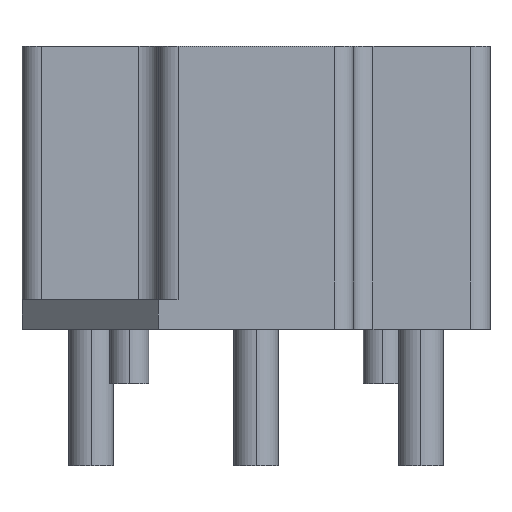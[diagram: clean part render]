
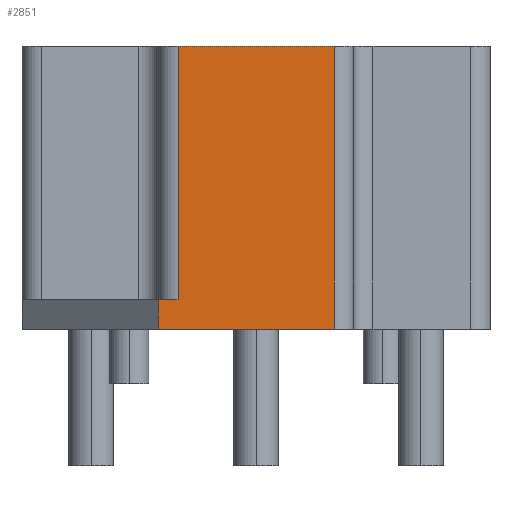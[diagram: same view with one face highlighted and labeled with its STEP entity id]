
A CAD part, left-side view. The second image highlights one B-rep face of the part: STEP entity #2851.
In plain terms, the highlighted planar face has unit normal (-1, 0, 0).
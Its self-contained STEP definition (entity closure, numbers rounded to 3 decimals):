
#111=DIRECTION('',(0.,-1.,0.));
#112=VECTOR('',#111,9.);
#113=CARTESIAN_POINT('',(-12.5,5.,0.));
#114=LINE('',#113,#112);
#538=DIRECTION('',(0.,-1.,0.));
#539=VECTOR('',#538,8.);
#540=CARTESIAN_POINT('',(-12.5,4.,14.5));
#541=LINE('',#540,#539);
#945=DIRECTION('',(0.,0.,-1.));
#946=VECTOR('',#945,13.);
#947=CARTESIAN_POINT('',(-12.5,4.,14.5));
#948=LINE('',#947,#946);
#949=DIRECTION('',(0.,0.,-1.));
#950=VECTOR('',#949,14.5);
#951=CARTESIAN_POINT('',(-12.5,-4.,14.5));
#952=LINE('',#951,#950);
#953=DIRECTION('',(0.,0.,1.));
#954=VECTOR('',#953,1.5);
#955=CARTESIAN_POINT('',(-12.5,5.,0.));
#956=LINE('',#955,#954);
#957=DIRECTION('',(0.,1.,0.));
#958=VECTOR('',#957,1.);
#959=CARTESIAN_POINT('',(-12.5,4.,1.5));
#960=LINE('',#959,#958);
#1052=CARTESIAN_POINT('',(-12.5,5.,0.));
#1054=VERTEX_POINT('',#1052);
#1357=CARTESIAN_POINT('',(-12.5,4.,14.5));
#1358=VERTEX_POINT('',#1357);
#1359=CARTESIAN_POINT('',(-12.5,4.,1.5));
#1360=VERTEX_POINT('',#1359);
#1361=CARTESIAN_POINT('',(-12.5,5.,1.5));
#1362=VERTEX_POINT('',#1361);
#1364=CARTESIAN_POINT('',(-12.5,-4.,0.));
#1366=VERTEX_POINT('',#1364);
#1367=CARTESIAN_POINT('',(-12.5,-4.,14.5));
#1368=VERTEX_POINT('',#1367);
#2836=CARTESIAN_POINT('',(-12.5,5.,0.));
#2837=DIRECTION('',(-1.,0.,0.));
#2838=DIRECTION('',(0.,-1.,0.));
#2839=AXIS2_PLACEMENT_3D('',#2836,#2837,#2838);
#2840=PLANE('',#2839);
#2842=ORIENTED_EDGE('',*,*,#2841,.F.);
#2843=ORIENTED_EDGE('',*,*,#1966,.T.);
#2844=ORIENTED_EDGE('',*,*,#2822,.T.);
#2845=ORIENTED_EDGE('',*,*,#1398,.F.);
#2847=ORIENTED_EDGE('',*,*,#2846,.T.);
#2848=ORIENTED_EDGE('',*,*,#1872,.F.);
#2849=EDGE_LOOP('',(#2842,#2843,#2844,#2845,#2847,#2848));
#2850=FACE_OUTER_BOUND('',#2849,.F.);
#1398=EDGE_CURVE('',#1054,#1366,#114,.T.);
#1872=EDGE_CURVE('',#1360,#1362,#960,.T.);
#1966=EDGE_CURVE('',#1358,#1368,#541,.T.);
#2822=EDGE_CURVE('',#1368,#1366,#952,.T.);
#2841=EDGE_CURVE('',#1358,#1360,#948,.T.);
#2846=EDGE_CURVE('',#1054,#1362,#956,.T.);
#2851=ADVANCED_FACE('',(#2850),#2840,.T.);
